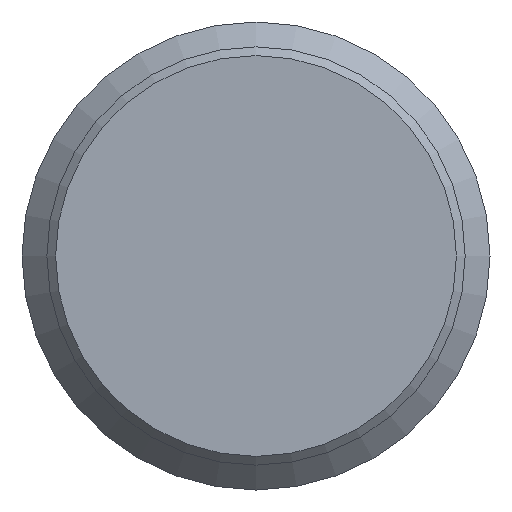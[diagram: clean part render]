
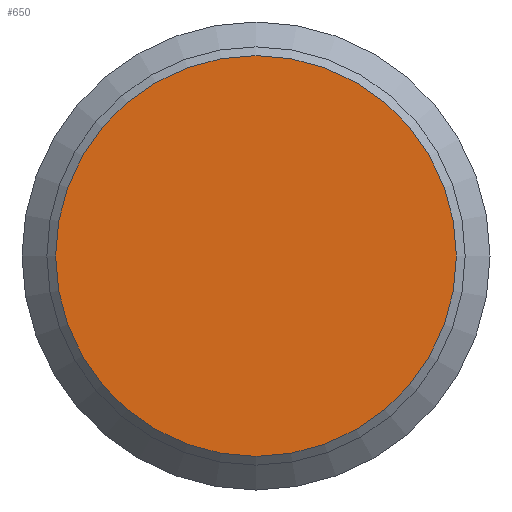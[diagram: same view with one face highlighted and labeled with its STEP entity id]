
A CAD part, front view. The second image highlights one B-rep face of the part: STEP entity #650.
In plain terms, the highlighted planar face has unit normal (0, -1, 0).
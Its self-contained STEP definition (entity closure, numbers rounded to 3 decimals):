
#89=PLANE('',#749);
#123=CIRCLE('',#748,6.85);
#252=ORIENTED_EDGE('',*,*,#367,.T.);
#367=EDGE_CURVE('',#435,#435,#123,.T.);
#435=VERTEX_POINT('',#1162);
#520=EDGE_LOOP('',(#252));
#582=FACE_BOUND('',#520,.T.);
#650=ADVANCED_FACE('',(#582),#89,.F.);
#748=AXIS2_PLACEMENT_3D('',#1161,#906,#907);
#749=AXIS2_PLACEMENT_3D('',#1163,#908,#909);
#906=DIRECTION('',(0.,-1.,0.));
#907=DIRECTION('',(1.,0.,0.));
#908=DIRECTION('',(0.,1.,0.));
#909=DIRECTION('',(1.,0.,0.));
#1161=CARTESIAN_POINT('',(0.,0.,0.));
#1162=CARTESIAN_POINT('',(6.85,0.,0.));
#1163=CARTESIAN_POINT('',(0.,0.,0.));
